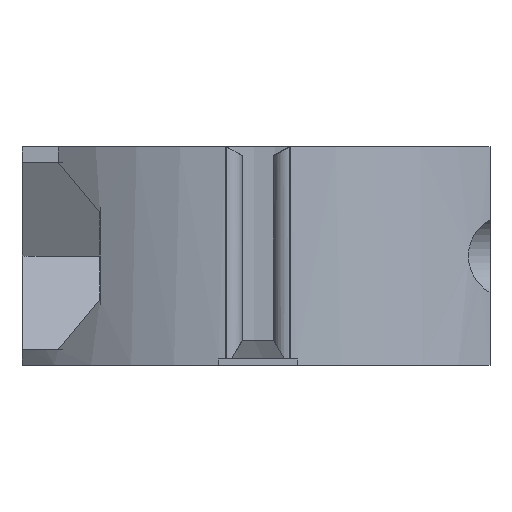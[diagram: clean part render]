
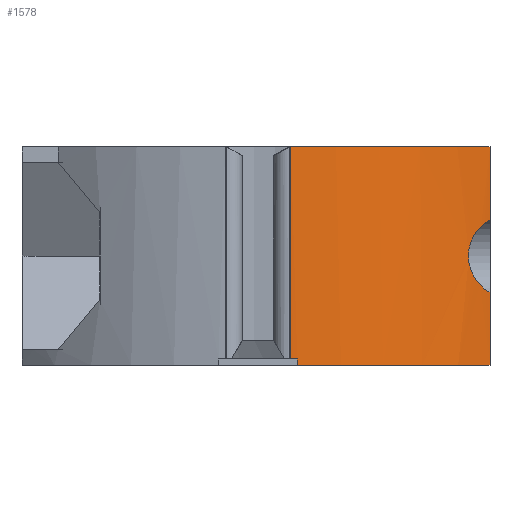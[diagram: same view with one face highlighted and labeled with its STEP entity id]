
A CAD part, left-side view. The second image highlights one B-rep face of the part: STEP entity #1578.
In plain terms, the highlighted cylindrical face has radius 10 mm (diameter 20 mm), a partial arc.
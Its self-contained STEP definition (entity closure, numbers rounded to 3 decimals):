
#18 = DIRECTION ( 'NONE',  ( 0., 0., 1. ) ) ;
#19 = CARTESIAN_POINT ( 'NONE',  ( -7.04, -7.103, 0.83 ) ) ;
#64 = CARTESIAN_POINT ( 'NONE',  ( 0., 0., -3.3 ) ) ;
#75 = AXIS2_PLACEMENT_3D ( 'NONE', #1783, #18, #1788 ) ;
#113 = CARTESIAN_POINT ( 'NONE',  ( 0., 0., -3.5 ) ) ;
#125 = CARTESIAN_POINT ( 'NONE',  ( -6.614, -7.5, 3.5 ) ) ;
#126 = VECTOR ( 'NONE', #836, 1000. ) ;
#194 = LINE ( 'NONE', #125, #929 ) ;
#207 = CARTESIAN_POINT ( 'NONE',  ( -9.912, -1.322, 3.5 ) ) ;
#216 = ORIENTED_EDGE ( 'NONE', *, *, #704, .T. ) ;
#239 = ORIENTED_EDGE ( 'NONE', *, *, #242, .T. ) ;
#242 = EDGE_CURVE ( 'NONE', #998, #1413, #1469, .T. ) ;
#343 = EDGE_CURVE ( 'NONE', #1439, #1787, #1895, .T. ) ;
#364 = DIRECTION ( 'NONE',  ( 1., 0., 0. ) ) ;
#462 = CARTESIAN_POINT ( 'NONE',  ( -7.171, -6.97, -0.631 ) ) ;
#464 = EDGE_CURVE ( 'NONE', #947, #1413, #884, .T. ) ;
#466 = CARTESIAN_POINT ( 'NONE',  ( -7.325, -6.808, 0.136 ) ) ;
#470 = CARTESIAN_POINT ( 'NONE',  ( -7.325, -6.808, -0.135 ) ) ;
#496 = DIRECTION ( 'NONE',  ( 0., 0., 1. ) ) ;
#521 = B_SPLINE_CURVE_WITH_KNOTS ( 'NONE', 3,
 ( #1812, #915, #1798, #462, #611, #1365, #470, #466, #629, #1383, #1070, #19, #1189, #1512, #1654, #1790 ),
 .UNSPECIFIED., .F., .F.,
 ( 4, 2, 2, 2, 2, 2, 2, 4 ),
 ( 0.005, 0.006, 0.007, 0.007, 0.007, 0.008, 0.008, 0.009 ),
 .UNSPECIFIED. ) ;
#534 = CARTESIAN_POINT ( 'NONE',  ( -9.938, -1.116, 3.5 ) ) ;
#570 = CARTESIAN_POINT ( 'NONE',  ( -6.614, -7.5, 3.5 ) ) ;
#611 = CARTESIAN_POINT ( 'NONE',  ( -7.226, -6.913, -0.519 ) ) ;
#617 = DIRECTION ( 'NONE',  ( -1., 0., 0. ) ) ;
#629 = CARTESIAN_POINT ( 'NONE',  ( -7.303, -6.831, 0.272 ) ) ;
#704 = EDGE_CURVE ( 'NONE', #806, #998, #909, .T. ) ;
#737 = CARTESIAN_POINT ( 'NONE',  ( 0., 0., 3.5 ) ) ;
#738 = DIRECTION ( 'NONE',  ( 0., 0., -1. ) ) ;
#794 = CARTESIAN_POINT ( 'NONE',  ( -6.614, -7.5, -1.174 ) ) ;
#806 = VERTEX_POINT ( 'NONE', #1292 ) ;
#810 = VERTEX_POINT ( 'NONE', #991 ) ;
#835 = CIRCLE ( 'NONE', #1356, 10. ) ;
#836 = DIRECTION ( 'NONE',  ( 0., 0., -1. ) ) ;
#858 = DIRECTION ( 'NONE',  ( 1., 0., 0. ) ) ;
#884 = LINE ( 'NONE', #207, #1425 ) ;
#909 = LINE ( 'NONE', #534, #126 ) ;
#915 = CARTESIAN_POINT ( 'NONE',  ( -6.803, -7.334, -1.075 ) ) ;
#929 = VECTOR ( 'NONE', #992, 1000. ) ;
#947 = VERTEX_POINT ( 'NONE', #1343 ) ;
#991 = CARTESIAN_POINT ( 'NONE',  ( -6.614, -7.5, 1.174 ) ) ;
#992 = DIRECTION ( 'NONE',  ( 0., 0., -1. ) ) ;
#998 = VERTEX_POINT ( 'NONE', #1661 ) ;
#1015 = ORIENTED_EDGE ( 'NONE', *, *, #1831, .F. ) ;
#1070 = CARTESIAN_POINT ( 'NONE',  ( -7.171, -6.971, 0.632 ) ) ;
#1096 = EDGE_LOOP ( 'NONE', ( #1015, #1433, #216, #239, #1186, #1426, #1102, #1859 ) ) ;
#1102 = ORIENTED_EDGE ( 'NONE', *, *, #343, .F. ) ;
#1116 = VECTOR ( 'NONE', #738, 1000. ) ;
#1150 = EDGE_CURVE ( 'NONE', #947, #1787, #835, .T. ) ;
#1186 = ORIENTED_EDGE ( 'NONE', *, *, #464, .F. ) ;
#1189 = CARTESIAN_POINT ( 'NONE',  ( -6.963, -7.178, 0.916 ) ) ;
#1228 = CIRCLE ( 'NONE', #75, 10. ) ;
#1292 = CARTESIAN_POINT ( 'NONE',  ( -9.938, -1.116, 3.5 ) ) ;
#1341 = AXIS2_PLACEMENT_3D ( 'NONE', #64, #1689, #364 ) ;
#1343 = CARTESIAN_POINT ( 'NONE',  ( -9.912, -1.322, -3.5 ) ) ;
#1355 = EDGE_CURVE ( 'NONE', #1439, #810, #521, .T. ) ;
#1356 = AXIS2_PLACEMENT_3D ( 'NONE', #113, #1604, #858 ) ;
#1365 = CARTESIAN_POINT ( 'NONE',  ( -7.303, -6.831, -0.271 ) ) ;
#1383 = CARTESIAN_POINT ( 'NONE',  ( -7.226, -6.913, 0.519 ) ) ;
#1400 = FACE_OUTER_BOUND ( 'NONE', #1096, .T. ) ;
#1413 = VERTEX_POINT ( 'NONE', #1816 ) ;
#1425 = VECTOR ( 'NONE', #496, 1000. ) ;
#1426 = ORIENTED_EDGE ( 'NONE', *, *, #1150, .T. ) ;
#1433 = ORIENTED_EDGE ( 'NONE', *, *, #1502, .F. ) ;
#1439 = VERTEX_POINT ( 'NONE', #794 ) ;
#1469 = CIRCLE ( 'NONE', #1341, 10. ) ;
#1502 = EDGE_CURVE ( 'NONE', #806, #1849, #1228, .T. ) ;
#1512 = CARTESIAN_POINT ( 'NONE',  ( -6.799, -7.334, 1.063 ) ) ;
#1578 = ADVANCED_FACE ( 'NONE', ( #1400 ), #1758, .T. ) ;
#1594 = AXIS2_PLACEMENT_3D ( 'NONE', #737, #1794, #617 ) ;
#1599 = CARTESIAN_POINT ( 'NONE',  ( -6.614, -7.5, -3.5 ) ) ;
#1604 = DIRECTION ( 'NONE',  ( 0., 0., 1. ) ) ;
#1654 = CARTESIAN_POINT ( 'NONE',  ( -6.709, -7.416, 1.124 ) ) ;
#1661 = CARTESIAN_POINT ( 'NONE',  ( -9.938, -1.116, -3.3 ) ) ;
#1689 = DIRECTION ( 'NONE',  ( 0., 0., 1. ) ) ;
#1758 = CYLINDRICAL_SURFACE ( 'NONE', #1594, 10. ) ;
#1783 = CARTESIAN_POINT ( 'NONE',  ( 0., 0., 3.5 ) ) ;
#1787 = VERTEX_POINT ( 'NONE', #1599 ) ;
#1788 = DIRECTION ( 'NONE',  ( 1., 0., 0. ) ) ;
#1790 = CARTESIAN_POINT ( 'NONE',  ( -6.614, -7.5, 1.174 ) ) ;
#1794 = DIRECTION ( 'NONE',  ( 0., 0., -1. ) ) ;
#1798 = CARTESIAN_POINT ( 'NONE',  ( -6.974, -7.169, -0.929 ) ) ;
#1812 = CARTESIAN_POINT ( 'NONE',  ( -6.614, -7.5, -1.174 ) ) ;
#1816 = CARTESIAN_POINT ( 'NONE',  ( -9.912, -1.322, -3.3 ) ) ;
#1831 = EDGE_CURVE ( 'NONE', #1849, #810, #194, .T. ) ;
#1849 = VERTEX_POINT ( 'NONE', #570 ) ;
#1859 = ORIENTED_EDGE ( 'NONE', *, *, #1355, .T. ) ;
#1882 = CARTESIAN_POINT ( 'NONE',  ( -6.614, -7.5, 3.5 ) ) ;
#1895 = LINE ( 'NONE', #1882, #1116 ) ;
